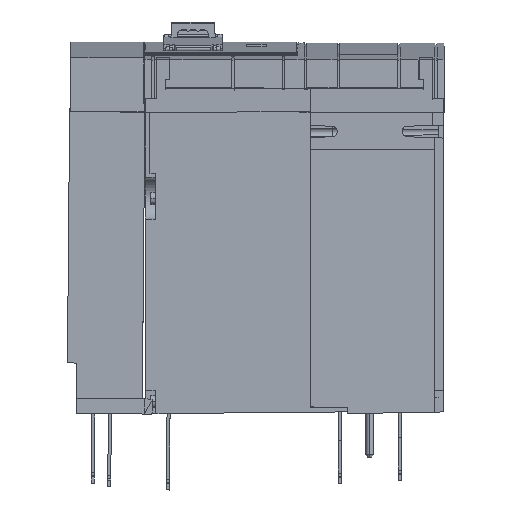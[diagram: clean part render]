
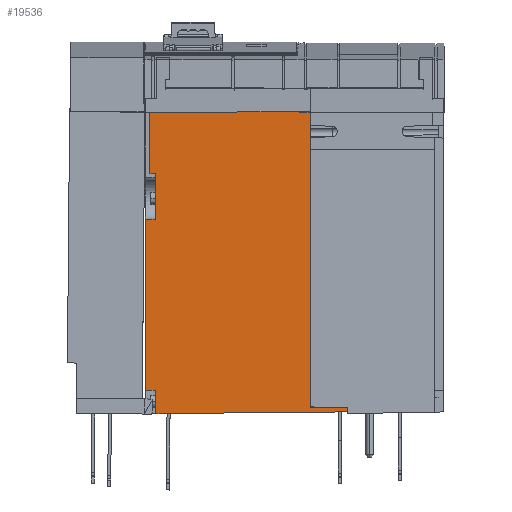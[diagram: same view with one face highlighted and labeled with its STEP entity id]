
A CAD part, left-side view. The second image highlights one B-rep face of the part: STEP entity #19536.
In plain terms, the highlighted planar face has unit normal (-1, 0, 0).
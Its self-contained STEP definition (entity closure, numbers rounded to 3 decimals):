
#8404=DIRECTION('',(0.,0.,1.));
#8405=VECTOR('',#8404,2.536);
#8406=CARTESIAN_POINT('',(-40.896,-113.203,
-13.714));
#8407=LINE('',#8406,#8405);
#8411=DIRECTION('',(0.,-1.,0.));
#8412=VECTOR('',#8411,6.5);
#8413=CARTESIAN_POINT('',(-40.897,-113.203,
-11.178));
#8414=LINE('',#8413,#8412);
#8418=DIRECTION('',(0.,0.,1.));
#8419=VECTOR('',#8418,30.5);
#8420=CARTESIAN_POINT('',(-40.897,-119.703,
-11.178));
#8421=LINE('',#8420,#8419);
#8425=DIRECTION('',(0.,1.,0.));
#8426=VECTOR('',#8425,3.5);
#8427=CARTESIAN_POINT('',(-40.897,-119.703,
19.322));
#8428=LINE('',#8427,#8426);
#8432=DIRECTION('',(-0.001,0.,1.));
#8433=VECTOR('',#8432,0.571);
#8434=CARTESIAN_POINT('',(-40.896,-116.203,
19.322));
#8435=LINE('',#8434,#8433);
#8439=DIRECTION('',(0.,0.,1.));
#8440=VECTOR('',#8439,39.908);
#8441=CARTESIAN_POINT('',(-40.897,-116.203,
19.893));
#8442=LINE('',#8441,#8440);
#8446=DIRECTION('',(0.,-1.,0.));
#8447=VECTOR('',#8446,4.2);
#8448=CARTESIAN_POINT('',(-40.897,-116.203,
59.801));
#8449=LINE('',#8448,#8447);
#8453=DIRECTION('',(0.,-1.,0.009));
#8454=VECTOR('',#8453,102.304);
#8455=CARTESIAN_POINT('',(-40.898,-120.403,
59.803));
#8456=LINE('',#8455,#8454);
#8460=DIRECTION('',(0.,0.,-1.));
#8461=VECTOR('',#8460,196.897);
#8462=CARTESIAN_POINT('',(-40.9,-222.703,
60.697));
#8463=LINE('',#8462,#8461);
#8467=DIRECTION('',(0.,-1.,0.));
#8468=VECTOR('',#8467,25.);
#8469=CARTESIAN_POINT('',(-40.901,-222.703,
-136.2));
#8470=LINE('',#8469,#8468);
#8474=DIRECTION('',(0.001,0.,-1.));
#8475=VECTOR('',#8474,2.852);
#8476=CARTESIAN_POINT('',(-40.902,-247.703,
-136.2));
#8477=LINE('',#8476,#8475);
#8481=DIRECTION('',(0.,1.,-0.009));
#8482=VECTOR('',#8481,125.506);
#8483=CARTESIAN_POINT('',(-40.901,-247.703,
-139.052));
#8484=LINE('',#8483,#8482);
#8488=CARTESIAN_POINT('',(-40.898,-122.202,
-140.176));
#8489=CARTESIAN_POINT('',(-40.898,-121.369,
-140.176));
#8490=CARTESIAN_POINT('',(-40.897,-120.536,
-140.194));
#8491=CARTESIAN_POINT('',(-40.897,-119.703,
-140.194));
#8496=DIRECTION('',(0.,0.,1.));
#8497=VECTOR('',#8496,15.437);
#8498=CARTESIAN_POINT('',(-40.897,-119.703,
-140.194));
#8499=LINE('',#8498,#8497);
#8503=DIRECTION('',(0.,1.,0.009));
#8504=VECTOR('',#8503,6.5);
#8505=CARTESIAN_POINT('',(-40.897,-119.703,
-124.757));
#8506=LINE('',#8505,#8504);
#8510=DIRECTION('',(0.,0.,1.));
#8511=VECTOR('',#8510,110.986);
#8512=CARTESIAN_POINT('',(-40.897,-113.203,
-124.7));
#8513=LINE('',#8512,#8511);
#14701=CARTESIAN_POINT('',(-40.9,-222.703,
60.697));
#14703=VERTEX_POINT('',#14701);
#14715=CARTESIAN_POINT('',(-40.896,-113.203,
-13.714));
#14716=CARTESIAN_POINT('',(-40.897,-113.203,
-11.178));
#14717=VERTEX_POINT('',#14715);
#14718=VERTEX_POINT('',#14716);
#14719=CARTESIAN_POINT('',(-40.897,-119.703,
-11.178));
#14720=CARTESIAN_POINT('',(-40.897,-119.703,
19.322));
#14721=VERTEX_POINT('',#14719);
#14722=VERTEX_POINT('',#14720);
#14723=CARTESIAN_POINT('',(-40.896,-116.203,
19.322));
#14724=CARTESIAN_POINT('',(-40.897,-116.203,
19.893));
#14725=VERTEX_POINT('',#14723);
#14726=VERTEX_POINT('',#14724);
#14727=CARTESIAN_POINT('',(-40.901,-222.703,
-136.2));
#14728=VERTEX_POINT('',#14727);
#14729=CARTESIAN_POINT('',(-40.902,-247.703,
-136.2));
#14730=VERTEX_POINT('',#14729);
#14731=CARTESIAN_POINT('',(-40.901,-247.703,
-139.052));
#14732=VERTEX_POINT('',#14731);
#14733=CARTESIAN_POINT('',(-40.897,-113.203,
-124.7));
#14734=VERTEX_POINT('',#14733);
#15991=CARTESIAN_POINT('',(-40.898,-120.403,
59.803));
#15992=VERTEX_POINT('',#15991);
#15995=CARTESIAN_POINT('',(-40.897,-116.203,
59.801));
#15996=VERTEX_POINT('',#15995);
#15997=CARTESIAN_POINT('',(-40.898,-122.202,
-140.176));
#15998=VERTEX_POINT('',#15997);
#15999=VERTEX_POINT('',#8491);
#16000=CARTESIAN_POINT('',(-40.897,-119.703,
-124.757));
#16001=VERTEX_POINT('',#16000);
#19498=CARTESIAN_POINT('',(-40.892,0.002,
0.));
#19499=DIRECTION('',(-1.,0.,0.));
#19500=DIRECTION('',(0.,-1.,0.));
#19501=AXIS2_PLACEMENT_3D('',#19498,#19499,#19500);
#19502=PLANE('',#19501);
#19504=ORIENTED_EDGE('',*,*,#19503,.T.);
#19506=ORIENTED_EDGE('',*,*,#19505,.T.);
#19508=ORIENTED_EDGE('',*,*,#19507,.T.);
#19510=ORIENTED_EDGE('',*,*,#19509,.T.);
#19512=ORIENTED_EDGE('',*,*,#19511,.T.);
#19514=ORIENTED_EDGE('',*,*,#19513,.T.);
#19516=ORIENTED_EDGE('',*,*,#19515,.T.);
#19517=ORIENTED_EDGE('',*,*,#19426,.T.);
#19519=ORIENTED_EDGE('',*,*,#19518,.T.);
#19521=ORIENTED_EDGE('',*,*,#19520,.T.);
#19523=ORIENTED_EDGE('',*,*,#19522,.T.);
#19525=ORIENTED_EDGE('',*,*,#19524,.T.);
#19527=ORIENTED_EDGE('',*,*,#19526,.T.);
#19529=ORIENTED_EDGE('',*,*,#19528,.T.);
#19531=ORIENTED_EDGE('',*,*,#19530,.T.);
#19533=ORIENTED_EDGE('',*,*,#19532,.T.);
#19534=EDGE_LOOP('',(#19504,#19506,#19508,#19510,#19512,#19514,#19516,#19517,
#19519,#19521,#19523,#19525,#19527,#19529,#19531,#19533));
#19535=FACE_OUTER_BOUND('',#19534,.F.);
#8492=B_SPLINE_CURVE_WITH_KNOTS('',3,(#8488,#8489,#8490,#8491),.UNSPECIFIED.,
.F.,.F.,(4,4),(0.,1.),.UNSPECIFIED.);
#19426=EDGE_CURVE('',#15992,#14703,#8456,.T.);
#19503=EDGE_CURVE('',#14717,#14718,#8407,.T.);
#19505=EDGE_CURVE('',#14718,#14721,#8414,.T.);
#19507=EDGE_CURVE('',#14721,#14722,#8421,.T.);
#19509=EDGE_CURVE('',#14722,#14725,#8428,.T.);
#19511=EDGE_CURVE('',#14725,#14726,#8435,.T.);
#19513=EDGE_CURVE('',#14726,#15996,#8442,.T.);
#19515=EDGE_CURVE('',#15996,#15992,#8449,.T.);
#19518=EDGE_CURVE('',#14703,#14728,#8463,.T.);
#19520=EDGE_CURVE('',#14728,#14730,#8470,.T.);
#19522=EDGE_CURVE('',#14730,#14732,#8477,.T.);
#19524=EDGE_CURVE('',#14732,#15998,#8484,.T.);
#19526=EDGE_CURVE('',#15998,#15999,#8492,.T.);
#19528=EDGE_CURVE('',#15999,#16001,#8499,.T.);
#19530=EDGE_CURVE('',#16001,#14734,#8506,.T.);
#19532=EDGE_CURVE('',#14734,#14717,#8513,.T.);
#19536=ADVANCED_FACE('',(#19535),#19502,.T.);
